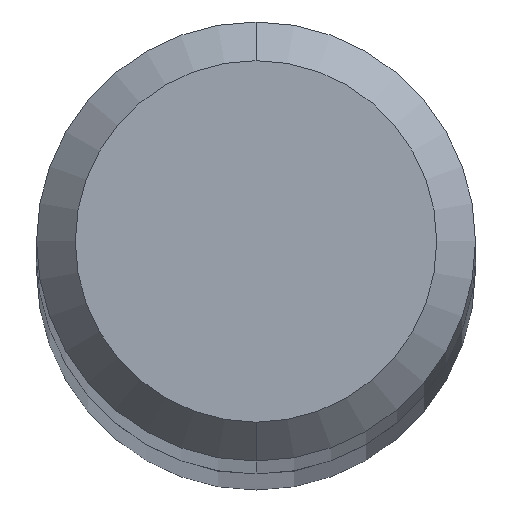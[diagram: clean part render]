
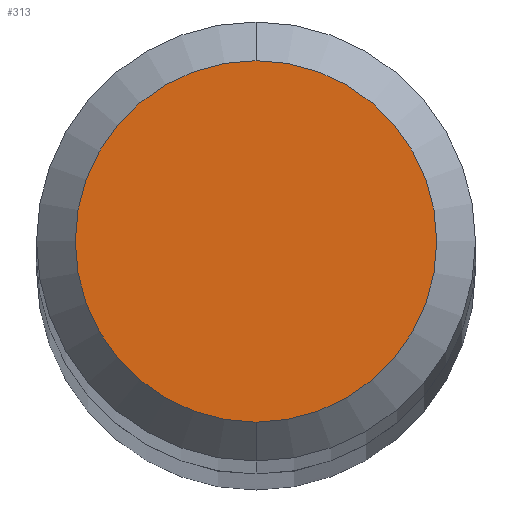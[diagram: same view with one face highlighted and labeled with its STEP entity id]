
A CAD part, top view. The second image highlights one B-rep face of the part: STEP entity #313.
In plain terms, the highlighted planar face has unit normal (0, 0, 1).
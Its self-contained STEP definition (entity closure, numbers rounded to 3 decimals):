
#215=EDGE_CURVE('',#331,#395,#498,.T.);
#313=ADVANCED_FACE('',(#603),#604,.T.);
#323=EDGE_CURVE('',#395,#331,#615,.T.);
#331=VERTEX_POINT('',#625);
#395=VERTEX_POINT('',#695);
#498=CIRCLE('',#866,1.4);
#603=FACE_OUTER_BOUND('',#1126,.T.);
#604=PLANE('',#1127);
#615=CIRCLE('',#1149,1.4);
#625=CARTESIAN_POINT('',(0.,-1.4,0.0));
#695=CARTESIAN_POINT('',(0.0,1.4,0.0));
#866=AXIS2_PLACEMENT_3D('',#1400,#1401,#1402);
#1126=EDGE_LOOP('',(#1502,#1503));
#1127=AXIS2_PLACEMENT_3D('',#1504,#1505,#1506);
#1149=AXIS2_PLACEMENT_3D('',#1516,#1517,#1518);
#1400=CARTESIAN_POINT('',(0.0,0.0,0.0));
#1401=DIRECTION('',(0.0,0.0,-1.0));
#1402=DIRECTION('',(0.0,1.0,0.0));
#1502=ORIENTED_EDGE('',*,*,#323,.F.);
#1503=ORIENTED_EDGE('',*,*,#215,.F.);
#1504=CARTESIAN_POINT('',(0.0,0.7,0.0));
#1505=DIRECTION('',(-0.0,0.0,1.0));
#1506=DIRECTION('',(0.0,-1.0,0.0));
#1516=CARTESIAN_POINT('',(0.0,0.0,0.0));
#1517=DIRECTION('',(0.0,0.0,-1.0));
#1518=DIRECTION('',(0.0,1.0,0.0));
